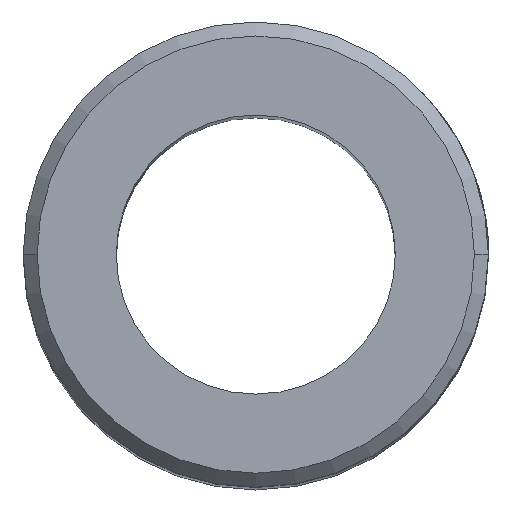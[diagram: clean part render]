
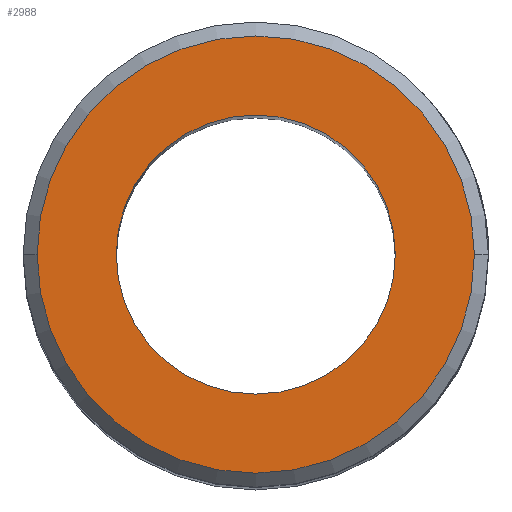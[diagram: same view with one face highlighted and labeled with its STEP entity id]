
A CAD part, top view. The second image highlights one B-rep face of the part: STEP entity #2988.
In plain terms, the highlighted planar face has unit normal (0, 0, 1).
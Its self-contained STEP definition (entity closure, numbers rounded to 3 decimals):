
#11 = EDGE_LOOP ( 'NONE', ( #1217, #4014 ) ) ;
#84 = VERTEX_POINT ( 'NONE', #2118 ) ;
#120 = AXIS2_PLACEMENT_3D ( 'NONE', #2743, #767, #3060 ) ;
#156 = CARTESIAN_POINT ( 'NONE',  ( 0., 0., 17.5 ) ) ;
#213 = DIRECTION ( 'NONE',  ( 0., 0., 1. ) ) ;
#249 = CIRCLE ( 'NONE', #3497, 4.7 ) ;
#297 = CARTESIAN_POINT ( 'NONE',  ( 0., 0., 17.5 ) ) ;
#346 = EDGE_CURVE ( 'NONE', #84, #712, #1357, .T. ) ;
#411 = CIRCLE ( 'NONE', #1458, 4.7 ) ;
#442 = CARTESIAN_POINT ( 'NONE',  ( 4.7, 0., 17.5 ) ) ;
#486 = DIRECTION ( 'NONE',  ( 1., 0., 0. ) ) ;
#631 = DIRECTION ( 'NONE',  ( 1., 0., 0. ) ) ;
#673 = FACE_OUTER_BOUND ( 'NONE', #1529, .T. ) ;
#712 = VERTEX_POINT ( 'NONE', #3905 ) ;
#767 = DIRECTION ( 'NONE',  ( 0., 0., 1. ) ) ;
#822 = CIRCLE ( 'NONE', #120, 3. ) ;
#1217 = ORIENTED_EDGE ( 'NONE', *, *, #346, .F. ) ;
#1357 = CIRCLE ( 'NONE', #3492, 3. ) ;
#1458 = AXIS2_PLACEMENT_3D ( 'NONE', #156, #2458, #486 ) ;
#1529 = EDGE_LOOP ( 'NONE', ( #4109, #4059 ) ) ;
#1778 = CARTESIAN_POINT ( 'NONE',  ( 0., 0., 17.5 ) ) ;
#1973 = VERTEX_POINT ( 'NONE', #3781 ) ;
#2006 = PLANE ( 'NONE',  #3780 ) ;
#2118 = CARTESIAN_POINT ( 'NONE',  ( -3., 0., 17.5 ) ) ;
#2458 = DIRECTION ( 'NONE',  ( 0., 0., 1. ) ) ;
#2493 = DIRECTION ( 'NONE',  ( 1., 0., 0. ) ) ;
#2508 = DIRECTION ( 'NONE',  ( 0., 0., 1. ) ) ;
#2514 = CARTESIAN_POINT ( 'NONE',  ( 0., 0., 17.5 ) ) ;
#2597 = DIRECTION ( 'NONE',  ( 0., 0., 1. ) ) ;
#2743 = CARTESIAN_POINT ( 'NONE',  ( 0., 0., 17.5 ) ) ;
#2813 = VERTEX_POINT ( 'NONE', #442 ) ;
#2988 = ADVANCED_FACE ( 'NONE', ( #673, #4127 ), #2006, .T. ) ;
#3060 = DIRECTION ( 'NONE',  ( 1., 0., 0. ) ) ;
#3078 = DIRECTION ( 'NONE',  ( 1., 0., 0. ) ) ;
#3430 = EDGE_CURVE ( 'NONE', #712, #84, #822, .T. ) ;
#3492 = AXIS2_PLACEMENT_3D ( 'NONE', #2514, #213, #3078 ) ;
#3497 = AXIS2_PLACEMENT_3D ( 'NONE', #297, #2597, #631 ) ;
#3526 = EDGE_CURVE ( 'NONE', #2813, #1973, #411, .T. ) ;
#3780 = AXIS2_PLACEMENT_3D ( 'NONE', #1778, #2508, #2493 ) ;
#3781 = CARTESIAN_POINT ( 'NONE',  ( -4.7, 0., 17.5 ) ) ;
#3905 = CARTESIAN_POINT ( 'NONE',  ( 3., 0., 17.5 ) ) ;
#4014 = ORIENTED_EDGE ( 'NONE', *, *, #3430, .F. ) ;
#4021 = EDGE_CURVE ( 'NONE', #1973, #2813, #249, .T. ) ;
#4059 = ORIENTED_EDGE ( 'NONE', *, *, #3526, .T. ) ;
#4109 = ORIENTED_EDGE ( 'NONE', *, *, #4021, .T. ) ;
#4127 = FACE_BOUND ( 'NONE', #11, .T. ) ;
